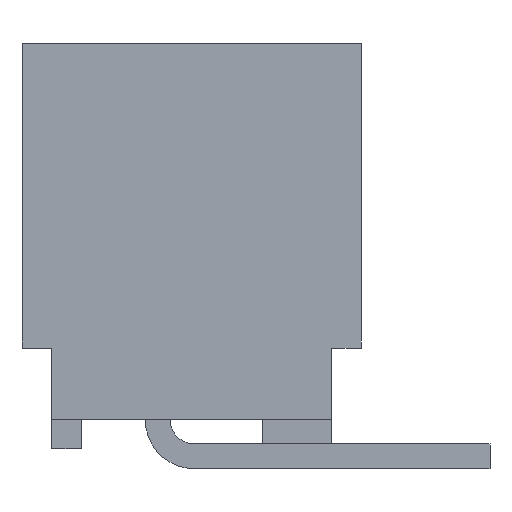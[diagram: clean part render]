
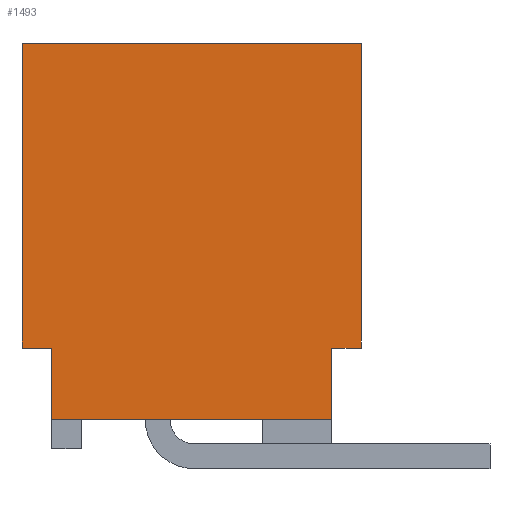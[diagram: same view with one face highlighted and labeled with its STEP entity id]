
A CAD part, left-side view. The second image highlights one B-rep face of the part: STEP entity #1493.
In plain terms, the highlighted planar face has unit normal (-1, 0, 0).
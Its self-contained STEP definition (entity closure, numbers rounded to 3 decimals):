
#134=DIRECTION('',(0.,0.,-1.));
#135=VECTOR('',#134,1.829);
#136=CARTESIAN_POINT('',(-3.607,-3.594,-7.823));
#137=LINE('',#136,#135);
#138=DIRECTION('',(0.,1.,0.));
#139=VECTOR('',#138,7.188);
#140=CARTESIAN_POINT('',(-3.607,-3.594,-9.652));
#141=LINE('',#140,#139);
#142=DIRECTION('',(0.,0.,1.));
#143=VECTOR('',#142,1.829);
#144=CARTESIAN_POINT('',(-3.607,3.594,-9.652));
#145=LINE('',#144,#143);
#146=DIRECTION('',(0.,0.,-1.));
#147=VECTOR('',#146,7.823);
#148=CARTESIAN_POINT('',(-3.607,4.356,0.));
#149=LINE('',#148,#147);
#182=DIRECTION('',(0.,1.,0.));
#183=VECTOR('',#182,8.712);
#184=CARTESIAN_POINT('',(-3.607,-4.356,0.));
#185=LINE('',#184,#183);
#416=DIRECTION('',(0.,1.,0.));
#417=VECTOR('',#416,0.762);
#418=CARTESIAN_POINT('',(-3.607,3.594,-7.823));
#419=LINE('',#418,#417);
#432=DIRECTION('',(0.,1.,0.));
#433=VECTOR('',#432,0.762);
#434=CARTESIAN_POINT('',(-3.607,-4.356,-7.823));
#435=LINE('',#434,#433);
#684=DIRECTION('',(0.,0.,-1.));
#685=VECTOR('',#684,7.823);
#686=CARTESIAN_POINT('',(-3.607,-4.356,0.));
#687=LINE('',#686,#685);
#1142=CARTESIAN_POINT('',(-3.607,-3.594,-9.652));
#1143=CARTESIAN_POINT('',(-3.607,3.594,-9.652));
#1144=VERTEX_POINT('',#1142);
#1145=VERTEX_POINT('',#1143);
#1174=CARTESIAN_POINT('',(-3.607,4.356,-7.823));
#1176=VERTEX_POINT('',#1174);
#1178=CARTESIAN_POINT('',(-3.607,4.356,0.));
#1179=VERTEX_POINT('',#1178);
#1180=CARTESIAN_POINT('',(-3.607,-3.594,-7.823));
#1181=VERTEX_POINT('',#1180);
#1182=CARTESIAN_POINT('',(-3.607,3.594,-7.823));
#1183=VERTEX_POINT('',#1182);
#1327=CARTESIAN_POINT('',(-3.607,-4.356,-7.823));
#1329=VERTEX_POINT('',#1327);
#1334=CARTESIAN_POINT('',(-3.607,-4.356,0.));
#1336=VERTEX_POINT('',#1334);
#1470=CARTESIAN_POINT('',(-3.607,0.,0.));
#1471=DIRECTION('',(1.,0.,0.));
#1472=DIRECTION('',(0.,0.,-1.));
#1473=AXIS2_PLACEMENT_3D('',#1470,#1471,#1472);
#1474=PLANE('',#1473);
#1476=ORIENTED_EDGE('',*,*,#1475,.F.);
#1478=ORIENTED_EDGE('',*,*,#1477,.T.);
#1480=ORIENTED_EDGE('',*,*,#1479,.T.);
#1482=ORIENTED_EDGE('',*,*,#1481,.T.);
#1484=ORIENTED_EDGE('',*,*,#1483,.T.);
#1486=ORIENTED_EDGE('',*,*,#1485,.T.);
#1488=ORIENTED_EDGE('',*,*,#1487,.T.);
#1490=ORIENTED_EDGE('',*,*,#1489,.F.);
#1491=EDGE_LOOP('',(#1476,#1478,#1480,#1482,#1484,#1486,#1488,#1490));
#1492=FACE_OUTER_BOUND('',#1491,.F.);
#1475=EDGE_CURVE('',#1336,#1179,#185,.T.);
#1477=EDGE_CURVE('',#1336,#1329,#687,.T.);
#1479=EDGE_CURVE('',#1329,#1181,#435,.T.);
#1481=EDGE_CURVE('',#1181,#1144,#137,.T.);
#1483=EDGE_CURVE('',#1144,#1145,#141,.T.);
#1485=EDGE_CURVE('',#1145,#1183,#145,.T.);
#1487=EDGE_CURVE('',#1183,#1176,#419,.T.);
#1489=EDGE_CURVE('',#1179,#1176,#149,.T.);
#1493=ADVANCED_FACE('',(#1492),#1474,.F.);
